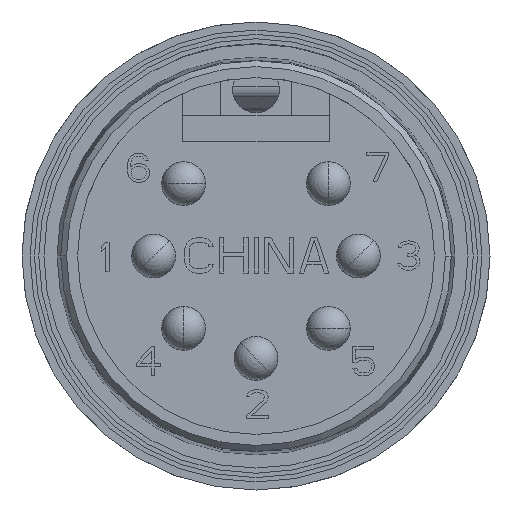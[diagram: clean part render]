
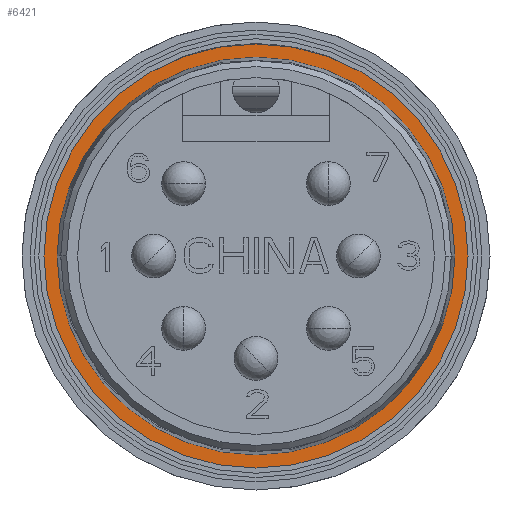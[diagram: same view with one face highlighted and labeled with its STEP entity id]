
A CAD part, left-side view. The second image highlights one B-rep face of the part: STEP entity #6421.
In plain terms, the highlighted planar face has unit normal (-1, 0, 0).
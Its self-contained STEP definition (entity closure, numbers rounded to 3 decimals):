
#355=CARTESIAN_POINT('',(8.8,0.,0.));
#356=DIRECTION('',(1.,0.,0.));
#357=DIRECTION('',(0.,1.,0.));
#358=AXIS2_PLACEMENT_3D('',#355,#356,#357);
#360=CARTESIAN_POINT('',(8.8,0.,0.));
#361=DIRECTION('',(1.,0.,0.));
#362=DIRECTION('',(0.,-1.,0.));
#363=AXIS2_PLACEMENT_3D('',#360,#361,#362);
#365=CARTESIAN_POINT('',(8.8,0.,0.));
#366=DIRECTION('',(-1.,0.,0.));
#367=DIRECTION('',(0.,1.,0.));
#368=AXIS2_PLACEMENT_3D('',#365,#366,#367);
#370=CARTESIAN_POINT('',(8.8,0.,0.));
#371=DIRECTION('',(-1.,0.,0.));
#372=DIRECTION('',(0.,-1.,0.));
#373=AXIS2_PLACEMENT_3D('',#370,#371,#372);
#4765=CARTESIAN_POINT('',(8.8,7.25,0.));
#4766=VERTEX_POINT('',#4765);
#4767=CARTESIAN_POINT('',(8.8,-7.25,0.));
#4768=VERTEX_POINT('',#4767);
#4771=CARTESIAN_POINT('',(8.8,6.8,0.));
#4772=CARTESIAN_POINT('',(8.8,-6.8,0.));
#4773=VERTEX_POINT('',#4771);
#4774=VERTEX_POINT('',#4772);
#6406=CARTESIAN_POINT('',(8.8,0.,0.));
#6407=DIRECTION('',(1.,0.,0.));
#6408=DIRECTION('',(0.,-1.,0.));
#6409=AXIS2_PLACEMENT_3D('',#6406,#6407,#6408);
#6410=PLANE('',#6409);
#6411=ORIENTED_EDGE('',*,*,#6395,.T.);
#6412=ORIENTED_EDGE('',*,*,#6379,.T.);
#6413=EDGE_LOOP('',(#6411,#6412));
#6414=FACE_OUTER_BOUND('',#6413,.F.);
#6416=ORIENTED_EDGE('',*,*,#6415,.T.);
#6418=ORIENTED_EDGE('',*,*,#6417,.T.);
#6419=EDGE_LOOP('',(#6416,#6418));
#6420=FACE_BOUND('',#6419,.F.);
#359=CIRCLE('',#358,7.25);
#364=CIRCLE('',#363,7.25);
#369=CIRCLE('',#368,6.8);
#374=CIRCLE('',#373,6.8);
#6379=EDGE_CURVE('',#4768,#4766,#364,.T.);
#6395=EDGE_CURVE('',#4766,#4768,#359,.T.);
#6415=EDGE_CURVE('',#4773,#4774,#369,.T.);
#6417=EDGE_CURVE('',#4774,#4773,#374,.T.);
#6421=ADVANCED_FACE('',(#6414,#6420),#6410,.F.);
